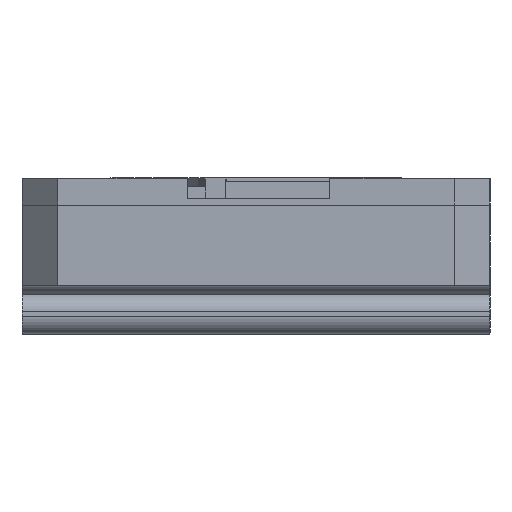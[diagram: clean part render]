
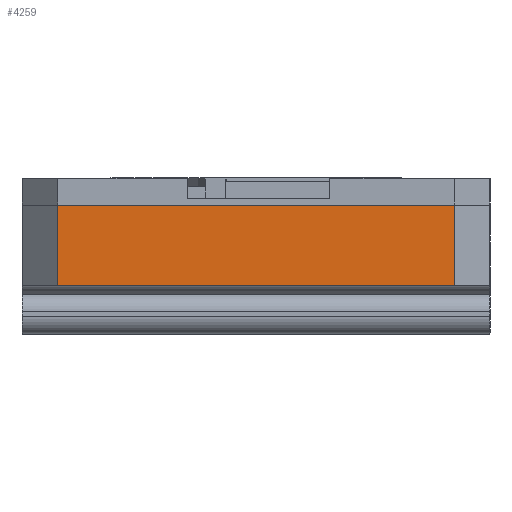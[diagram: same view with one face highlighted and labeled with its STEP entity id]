
A CAD part, left-side view. The second image highlights one B-rep face of the part: STEP entity #4259.
In plain terms, the highlighted planar face has unit normal (-1, 0, 0).
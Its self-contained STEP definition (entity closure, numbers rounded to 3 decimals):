
#437=FACE_OUTER_BOUND('',#687,.T.);
#687=EDGE_LOOP('',(#3892,#3893,#3894,#3895));
#1090=LINE('',#6641,#1588);
#1167=LINE('',#6915,#1665);
#1183=LINE('',#6979,#1681);
#1185=LINE('',#6984,#1683);
#1588=VECTOR('',#5408,10.);
#1665=VECTOR('',#5605,10.);
#1681=VECTOR('',#5705,10.);
#1683=VECTOR('',#5713,10.);
#1995=VERTEX_POINT('',#6638);
#1996=VERTEX_POINT('',#6640);
#2076=VERTEX_POINT('',#6912);
#2077=VERTEX_POINT('',#6914);
#2544=EDGE_CURVE('',#1996,#1995,#1090,.T.);
#2657=EDGE_CURVE('',#2076,#2077,#1167,.T.);
#2685=EDGE_CURVE('',#1996,#2076,#1183,.T.);
#2687=EDGE_CURVE('',#1995,#2077,#1185,.T.);
#3892=ORIENTED_EDGE('',*,*,#2544,.T.);
#3893=ORIENTED_EDGE('',*,*,#2687,.T.);
#3894=ORIENTED_EDGE('',*,*,#2657,.F.);
#3895=ORIENTED_EDGE('',*,*,#2685,.F.);
#4052=PLANE('',#4594);
#4259=ADVANCED_FACE('',(#437),#4052,.T.);
#4594=AXIS2_PLACEMENT_3D('',#6985,#5714,#5715);
#5408=DIRECTION('',(0.,1.,0.));
#5605=DIRECTION('',(0.,1.,0.));
#5705=DIRECTION('',(0.,0.,-1.));
#5713=DIRECTION('',(0.,0.,-1.));
#5714=DIRECTION('center_axis',(-1.,0.,0.));
#5715=DIRECTION('ref_axis',(0.,1.,0.));
#6638=CARTESIAN_POINT('',(-10.,38.6,-3.053));
#6640=CARTESIAN_POINT('',(-10.,-6.,-3.053));
#6641=CARTESIAN_POINT('',(-10.,-6.,-3.053));
#6912=CARTESIAN_POINT('',(-10.,-6.,-12.053));
#6914=CARTESIAN_POINT('',(-10.,38.6,-12.053));
#6915=CARTESIAN_POINT('',(-10.,-6.,-12.053));
#6979=CARTESIAN_POINT('',(-10.,-6.,-3.053));
#6984=CARTESIAN_POINT('',(-10.,38.6,-3.053));
#6985=CARTESIAN_POINT('Origin',(-10.,-6.,-3.053));
